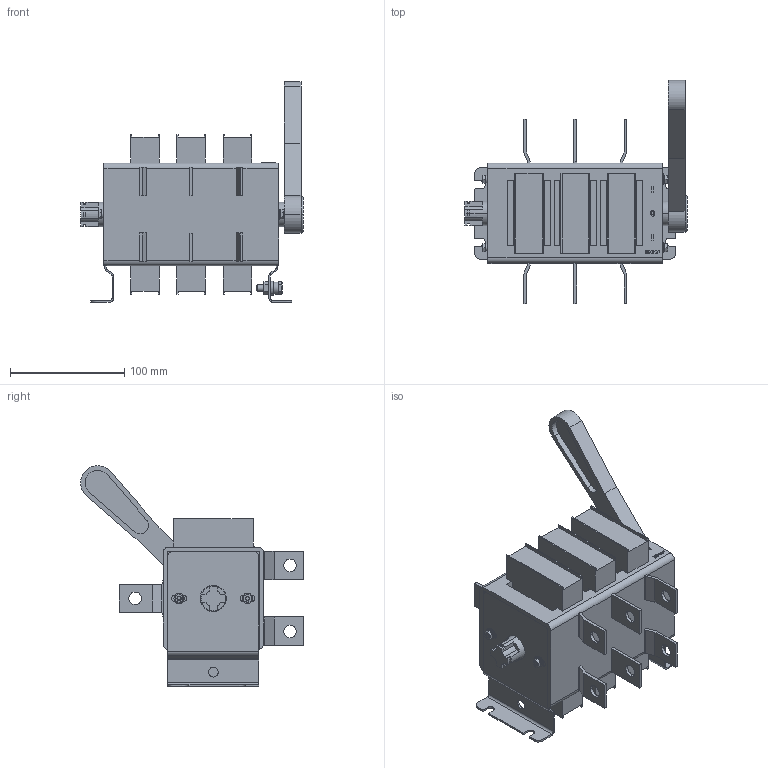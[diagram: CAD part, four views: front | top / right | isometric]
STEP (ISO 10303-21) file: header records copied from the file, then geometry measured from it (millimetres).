
FILE_DESCRIPTION (( 'STEP AP203' ), '1' );
FILE_NAME ('uvr32-35a71220.ÃÌ Âûêëþ÷àòåëü-ðàçúåäèíèòåëü ÂÐ32Ó-35À71220 250À 2 íàïðàâ.ñ äã êàìåðàìè íåñúåìíàÿ ëåâàÿïðàâàÿ ðóêîÿòêà MAXima EKF PROxima.STEP', '2025-03-06T05:58:39', ( '' ), ( '' ), 'SwSTEP 2.0', 'SolidWorks 2021', '' );
FILE_SCHEMA (( 'CONFIG_CONTROL_DESIGN' ));
Length unit declared in the file: millimetre
Products named in the file (1): uvr32-35a71220.ÃÌ Âûêëþ÷àòåëü-ðàçúåäèíèòåëü ÂÐ32Ó-35À71220 250À 2 íàïðàâ.ñ äã êàìåðàìè íåñúåìíàÿ ëåâàÿïðàâàÿ ðóêîÿòêà MAXima EKF PROxima
Bounding box: 194.65 x 195.33 x 193.3 mm (x, y, z)
Volume: 1618937.6 mm3; surface area: 237748.4 mm2
Topology: 15 solids, 15 shells, 835 faces, 2135 edges, 1376 vertices
Faces by surface type: plane 583, cylinder 224, bspline 16, torus 10, cone 2
Entity records: 25254 total; most frequent: CARTESIAN_POINT 4955, ORIENTED_EDGE 4270, DIRECTION 4051, EDGE_CURVE 2135, LINE 1511, VECTOR 1511, VERTEX_POINT 1376, AXIS2_PLACEMENT_3D 1270
